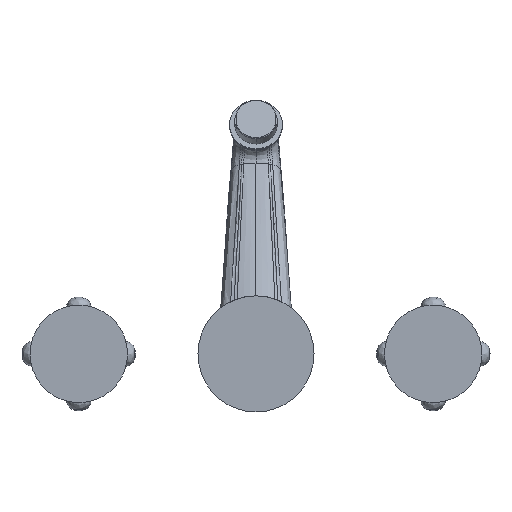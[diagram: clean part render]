
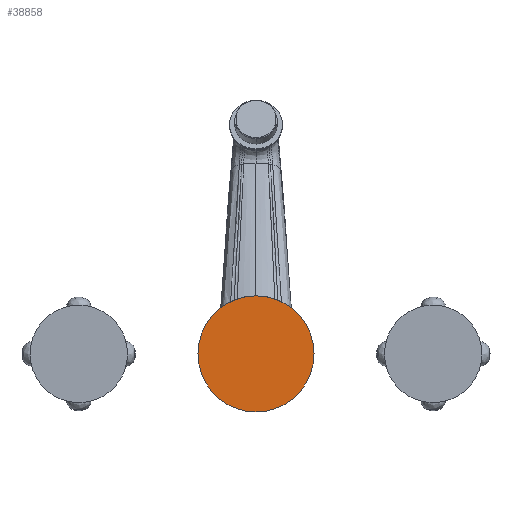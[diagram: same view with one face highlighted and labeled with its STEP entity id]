
A CAD part, front view. The second image highlights one B-rep face of the part: STEP entity #38858.
In plain terms, the highlighted planar face has unit normal (0, -1, 0).
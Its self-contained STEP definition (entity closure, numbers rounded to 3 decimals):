
#36286=CARTESIAN_POINT('',(0.,-22.,0.));
#36287=DIRECTION('',(0.,1.,0.));
#36288=DIRECTION('',(1.,0.,0.));
#36289=AXIS2_PLACEMENT_3D('',#36286,#36287,#36288);
#36291=CARTESIAN_POINT('',(0.,-22.,0.));
#36292=DIRECTION('',(0.,-1.,0.));
#36293=DIRECTION('',(1.,0.,0.));
#36294=AXIS2_PLACEMENT_3D('',#36291,#36292,#36293);
#38288=CARTESIAN_POINT('',(32.75,-22.,0.));
#38289=VERTEX_POINT('',#38288);
#38290=CARTESIAN_POINT('',(-32.75,-22.,0.));
#38291=VERTEX_POINT('',#38290);
#38849=CARTESIAN_POINT('',(0.,-22.,0.));
#38850=DIRECTION('',(0.,-1.,0.));
#38851=DIRECTION('',(-1.,0.,0.));
#38852=AXIS2_PLACEMENT_3D('',#38849,#38850,#38851);
#38853=PLANE('',#38852);
#38854=ORIENTED_EDGE('',*,*,#38817,.T.);
#38855=ORIENTED_EDGE('',*,*,#38835,.F.);
#38856=EDGE_LOOP('',(#38854,#38855));
#38857=FACE_OUTER_BOUND('',#38856,.F.);
#38858=ADVANCED_FACE('',(#38857),#38853,.T.);
#36290=CIRCLE('',#36289,32.75);
#36295=CIRCLE('',#36294,32.75);
#38817=EDGE_CURVE('',#38289,#38291,#36290,.T.);
#38835=EDGE_CURVE('',#38289,#38291,#36295,.T.);
